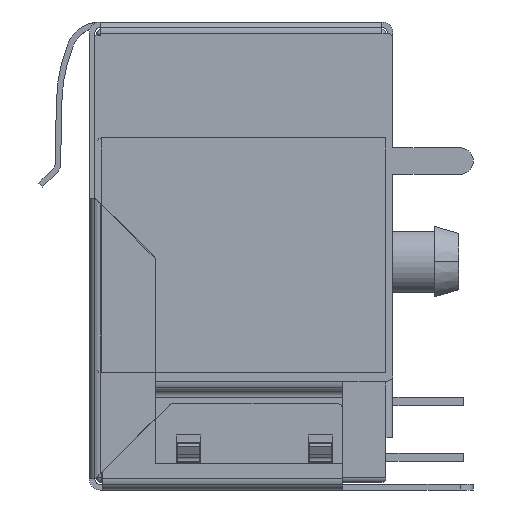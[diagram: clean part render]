
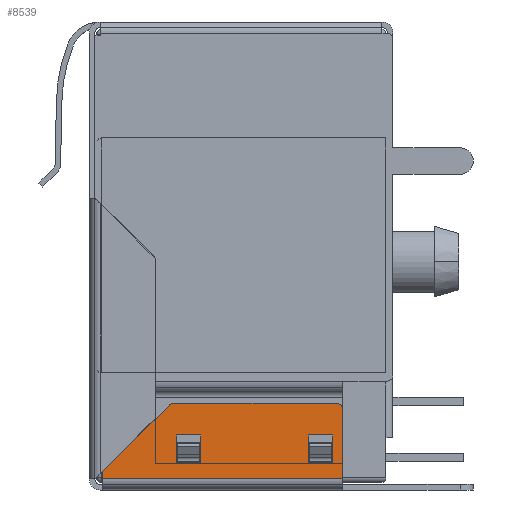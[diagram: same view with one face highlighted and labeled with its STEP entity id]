
A CAD part, left-side view. The second image highlights one B-rep face of the part: STEP entity #8539.
In plain terms, the highlighted planar face has unit normal (-1, 0, 0).
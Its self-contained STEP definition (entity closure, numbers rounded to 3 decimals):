
#104 = CARTESIAN_POINT ( 'NONE',  ( -0.32, 12.88, -20.128 ) ) ;
#1124 = LINE ( 'NONE', #30910, #5182 ) ;
#1963 = EDGE_CURVE ( 'NONE', #26309, #54448, #11979, .T. ) ;
#2043 = ORIENTED_EDGE ( 'NONE', *, *, #24342, .F. ) ;
#2725 = EDGE_LOOP ( 'NONE', ( #28051, #41509, #11547, #47678 ) ) ;
#3114 = VERTEX_POINT ( 'NONE', #53053 ) ;
#3169 = LINE ( 'NONE', #42298, #47391 ) ;
#3425 = VECTOR ( 'NONE', #17624, 1000. ) ;
#3449 = DIRECTION ( 'NONE',  ( 0., 1., 0. ) ) ;
#3650 = EDGE_CURVE ( 'NONE', #54448, #25430, #1124, .T. ) ;
#4131 = CARTESIAN_POINT ( 'NONE',  ( -0.32, 3.51, -18.45 ) ) ;
#5182 = VECTOR ( 'NONE', #18428, 1000. ) ;
#5258 = EDGE_CURVE ( 'NONE', #30562, #13117, #21987, .T. ) ;
#7410 = CARTESIAN_POINT ( 'NONE',  ( -0.32, 8.41, -18.45 ) ) ;
#7506 = LINE ( 'NONE', #37882, #50026 ) ;
#8412 = LINE ( 'NONE', #20660, #19398 ) ;
#8529 = CARTESIAN_POINT ( 'NONE',  ( -0.32, 2.26, -17.013 ) ) ;
#8539 = ADVANCED_FACE ( 'NONE', ( #18319, #9781, #23401 ), #44911, .F. ) ;
#9224 = DIRECTION ( 'NONE',  ( 0., 0., -1. ) ) ;
#9497 = DIRECTION ( 'NONE',  ( 1., 0., 0. ) ) ;
#9781 = FACE_BOUND ( 'NONE', #2725, .T. ) ;
#10000 = VERTEX_POINT ( 'NONE', #8529 ) ;
#10224 = CARTESIAN_POINT ( 'NONE',  ( -0.32, 8.41, -19.7 ) ) ;
#11547 = ORIENTED_EDGE ( 'NONE', *, *, #29209, .F. ) ;
#11548 = ORIENTED_EDGE ( 'NONE', *, *, #47220, .T. ) ;
#11743 = VERTEX_POINT ( 'NONE', #25321 ) ;
#11979 = LINE ( 'NONE', #104, #52141 ) ;
#12228 = LINE ( 'NONE', #16495, #21736 ) ;
#12938 = VERTEX_POINT ( 'NONE', #41469 ) ;
#13117 = VERTEX_POINT ( 'NONE', #17909 ) ;
#13662 = EDGE_CURVE ( 'NONE', #3114, #12938, #41759, .T. ) ;
#14222 = DIRECTION ( 'NONE',  ( -1., 0., 0. ) ) ;
#15325 = EDGE_CURVE ( 'NONE', #25430, #3114, #47441, .T. ) ;
#16310 = DIRECTION ( 'NONE',  ( 0., 0., -1. ) ) ;
#16495 = CARTESIAN_POINT ( 'NONE',  ( -0.32, 2.41, -19.7 ) ) ;
#17624 = DIRECTION ( 'NONE',  ( 0., 0., 1. ) ) ;
#17905 = LINE ( 'NONE', #26126, #3425 ) ;
#17909 = CARTESIAN_POINT ( 'NONE',  ( -0.32, 9.51, -18.45 ) ) ;
#18319 = FACE_BOUND ( 'NONE', #35086, .T. ) ;
#18428 = DIRECTION ( 'NONE',  ( 0., 0., -1. ) ) ;
#18607 = CARTESIAN_POINT ( 'NONE',  ( -0.32, 9.64, -17.313 ) ) ;
#19398 = VECTOR ( 'NONE', #29732, 1000. ) ;
#20660 = CARTESIAN_POINT ( 'NONE',  ( -0.32, 3.51, -19.7 ) ) ;
#20710 = CARTESIAN_POINT ( 'NONE',  ( -0.32, 12.88, -20.45 ) ) ;
#21309 = EDGE_CURVE ( 'NONE', #11743, #55460, #12228, .T. ) ;
#21736 = VECTOR ( 'NONE', #54714, 1000. ) ;
#21987 = LINE ( 'NONE', #51981, #22584 ) ;
#22584 = VECTOR ( 'NONE', #34774, 1000. ) ;
#22707 = CARTESIAN_POINT ( 'NONE',  ( -0.32, 2.26, -17.313 ) ) ;
#22851 = VECTOR ( 'NONE', #35030, 1000. ) ;
#22979 = EDGE_CURVE ( 'NONE', #13117, #36821, #7506, .T. ) ;
#23401 = FACE_OUTER_BOUND ( 'NONE', #32019, .T. ) ;
#23492 = CARTESIAN_POINT ( 'NONE',  ( -0.32, 2.41, -18.45 ) ) ;
#24342 = EDGE_CURVE ( 'NONE', #31789, #30562, #17905, .T. ) ;
#24356 = CARTESIAN_POINT ( 'NONE',  ( -0.32, 3.51, -19.7 ) ) ;
#25137 = DIRECTION ( 'NONE',  ( 0., 1., 0. ) ) ;
#25321 = CARTESIAN_POINT ( 'NONE',  ( -0.32, 2.41, -19.7 ) ) ;
#25430 = VERTEX_POINT ( 'NONE', #20710 ) ;
#25913 = CIRCLE ( 'NONE', #33187, 0.3 ) ;
#26126 = CARTESIAN_POINT ( 'NONE',  ( -0.32, 8.41, -19.7 ) ) ;
#26147 = CIRCLE ( 'NONE', #54179, 0.3 ) ;
#26261 = CARTESIAN_POINT ( 'NONE',  ( -0.32, 9.64, -17.313 ) ) ;
#26309 = VERTEX_POINT ( 'NONE', #32952 ) ;
#28051 = ORIENTED_EDGE ( 'NONE', *, *, #46150, .F. ) ;
#29209 = EDGE_CURVE ( 'NONE', #51044, #11743, #8412, .T. ) ;
#29349 = ORIENTED_EDGE ( 'NONE', *, *, #15325, .T. ) ;
#29585 = DIRECTION ( 'NONE',  ( 0., 0.707, -0.707 ) ) ;
#29726 = EDGE_CURVE ( 'NONE', #36821, #31789, #55524, .T. ) ;
#29732 = DIRECTION ( 'NONE',  ( 0., -1., 0. ) ) ;
#30562 = VERTEX_POINT ( 'NONE', #7410 ) ;
#30910 = CARTESIAN_POINT ( 'NONE',  ( -0.32, 12.88, -20.7 ) ) ;
#31427 = ORIENTED_EDGE ( 'NONE', *, *, #1963, .T. ) ;
#31789 = VERTEX_POINT ( 'NONE', #10224 ) ;
#32019 = EDGE_LOOP ( 'NONE', ( #41278, #29349, #52904, #51315, #55728, #11548, #31427 ) ) ;
#32952 = CARTESIAN_POINT ( 'NONE',  ( -0.32, 9.852, -17.101 ) ) ;
#33178 = LINE ( 'NONE', #24356, #35927 ) ;
#33187 = AXIS2_PLACEMENT_3D ( 'NONE', #22707, #14222, #40840 ) ;
#33448 = DIRECTION ( 'NONE',  ( 0., 0., -1. ) ) ;
#34774 = DIRECTION ( 'NONE',  ( 0., 1., 0. ) ) ;
#34902 = ORIENTED_EDGE ( 'NONE', *, *, #29726, .F. ) ;
#35030 = DIRECTION ( 'NONE',  ( 0., -1., 0. ) ) ;
#35086 = EDGE_LOOP ( 'NONE', ( #36270, #2043, #34902, #46577 ) ) ;
#35154 = CARTESIAN_POINT ( 'NONE',  ( -0.32, 12.88, -20.128 ) ) ;
#35927 = VECTOR ( 'NONE', #33448, 1000. ) ;
#36048 = EDGE_CURVE ( 'NONE', #49702, #51044, #33178, .T. ) ;
#36270 = ORIENTED_EDGE ( 'NONE', *, *, #5258, .F. ) ;
#36670 = VECTOR ( 'NONE', #55811, 1000. ) ;
#36821 = VERTEX_POINT ( 'NONE', #54047 ) ;
#37282 = CARTESIAN_POINT ( 'NONE',  ( -0.32, 1.96, -17.313 ) ) ;
#37882 = CARTESIAN_POINT ( 'NONE',  ( -0.32, 9.51, -19.7 ) ) ;
#39875 = DIRECTION ( 'NONE',  ( -1., 0., 0. ) ) ;
#40840 = DIRECTION ( 'NONE',  ( 0., 0., -1. ) ) ;
#41278 = ORIENTED_EDGE ( 'NONE', *, *, #3650, .T. ) ;
#41469 = CARTESIAN_POINT ( 'NONE',  ( -0.32, 1.96, -17.313 ) ) ;
#41509 = ORIENTED_EDGE ( 'NONE', *, *, #21309, .F. ) ;
#41759 = LINE ( 'NONE', #37282, #42511 ) ;
#42298 = CARTESIAN_POINT ( 'NONE',  ( -0.32, 9.64, -17.013 ) ) ;
#42511 = VECTOR ( 'NONE', #49691, 1000. ) ;
#43803 = DIRECTION ( 'NONE',  ( 0., 0., -1. ) ) ;
#44850 = EDGE_CURVE ( 'NONE', #10000, #50939, #3169, .T. ) ;
#44886 = VECTOR ( 'NONE', #25137, 1000. ) ;
#44911 = PLANE ( 'NONE',  #46567 ) ;
#45636 = CARTESIAN_POINT ( 'NONE',  ( -0.32, 3.51, -19.7 ) ) ;
#46150 = EDGE_CURVE ( 'NONE', #55460, #49702, #50609, .T. ) ;
#46567 = AXIS2_PLACEMENT_3D ( 'NONE', #18607, #9497, #9224 ) ;
#46577 = ORIENTED_EDGE ( 'NONE', *, *, #22979, .F. ) ;
#47220 = EDGE_CURVE ( 'NONE', #50939, #26309, #26147, .T. ) ;
#47391 = VECTOR ( 'NONE', #3449, 1000. ) ;
#47441 = LINE ( 'NONE', #52525, #22851 ) ;
#47678 = ORIENTED_EDGE ( 'NONE', *, *, #36048, .F. ) ;
#47909 = CARTESIAN_POINT ( 'NONE',  ( -0.32, 9.51, -19.7 ) ) ;
#48792 = CARTESIAN_POINT ( 'NONE',  ( -0.32, 9.64, -17.013 ) ) ;
#49691 = DIRECTION ( 'NONE',  ( 0., 0., 1. ) ) ;
#49702 = VERTEX_POINT ( 'NONE', #51175 ) ;
#50026 = VECTOR ( 'NONE', #16310, 1000. ) ;
#50609 = LINE ( 'NONE', #4131, #44886 ) ;
#50939 = VERTEX_POINT ( 'NONE', #48792 ) ;
#51044 = VERTEX_POINT ( 'NONE', #45636 ) ;
#51175 = CARTESIAN_POINT ( 'NONE',  ( -0.32, 3.51, -18.45 ) ) ;
#51315 = ORIENTED_EDGE ( 'NONE', *, *, #54323, .T. ) ;
#51981 = CARTESIAN_POINT ( 'NONE',  ( -0.32, 9.51, -18.45 ) ) ;
#52141 = VECTOR ( 'NONE', #29585, 1000. ) ;
#52525 = CARTESIAN_POINT ( 'NONE',  ( -0.32, 1.96, -20.45 ) ) ;
#52904 = ORIENTED_EDGE ( 'NONE', *, *, #13662, .T. ) ;
#53053 = CARTESIAN_POINT ( 'NONE',  ( -0.32, 1.96, -20.45 ) ) ;
#54047 = CARTESIAN_POINT ( 'NONE',  ( -0.32, 9.51, -19.7 ) ) ;
#54179 = AXIS2_PLACEMENT_3D ( 'NONE', #26261, #39875, #43803 ) ;
#54323 = EDGE_CURVE ( 'NONE', #12938, #10000, #25913, .T. ) ;
#54448 = VERTEX_POINT ( 'NONE', #35154 ) ;
#54714 = DIRECTION ( 'NONE',  ( 0., 0., 1. ) ) ;
#55460 = VERTEX_POINT ( 'NONE', #23492 ) ;
#55524 = LINE ( 'NONE', #47909, #36670 ) ;
#55728 = ORIENTED_EDGE ( 'NONE', *, *, #44850, .T. ) ;
#55811 = DIRECTION ( 'NONE',  ( 0., -1., 0. ) ) ;
